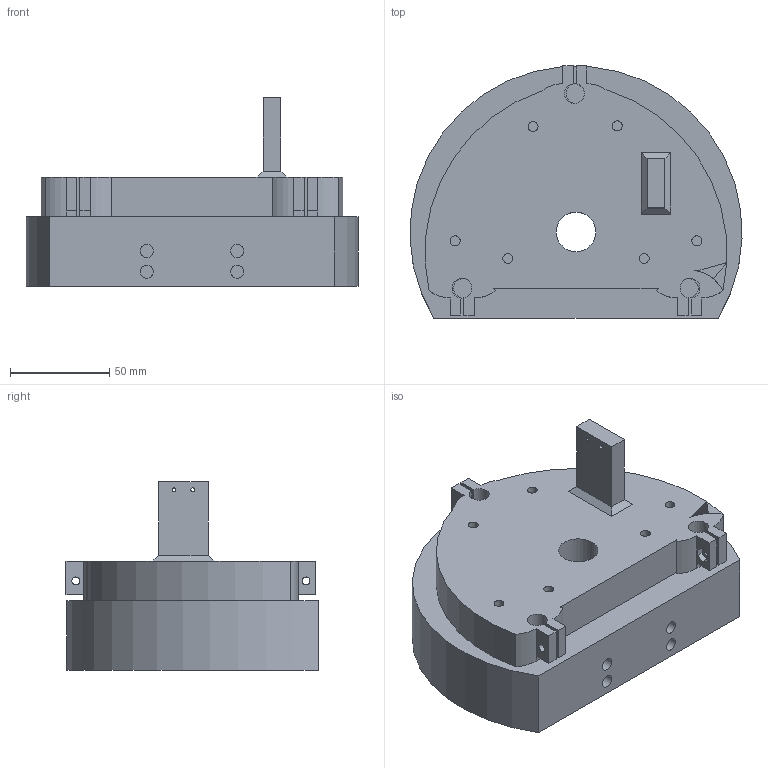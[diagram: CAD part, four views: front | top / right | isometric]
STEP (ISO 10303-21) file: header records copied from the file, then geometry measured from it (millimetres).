
FILE_DESCRIPTION(/* description */ (''),/* implementation_level */ '2;1');
FILE_NAME(/* name */ 'z_axis_top.step',/* time_stamp */ '2021-11-02T20:38:52-04:00',/* author */ (''),/* organization */ (''),/* preprocessor_version */ 'ST-DEVELOPER v18.1',/* originating_system */ 'Autodesk Translation Framework v10.10.0.1391',/* authorisation */ '');
FILE_SCHEMA (('AUTOMOTIVE_DESIGN { 1 0 10303 214 3 1 1 }'));
Length unit declared in the file: millimetre
Products named in the file (2): Z Axis Top; Cover Cap
Assembly tree (1 placements, depth 2):
  Z Axis Top
    Cover Cap
Bounding box: 167.39 x 127.14 x 95 mm (x, y, z)
Volume: 812809.3 mm3; surface area: 106012.3 mm2
Topology: 2 solids, 2 shells, 130 faces, 329 edges, 217 vertices
Faces by surface type: plane 89, cylinder 41
Full cylindrical faces by diameter (mm): 2 x2, 4 x6, 5 x6, 6.5 x4, 9.75 x1, 10 x2, 20 x2
Entity records: 4007 total; most frequent: CARTESIAN_POINT 679, DIRECTION 677, ORIENTED_EDGE 658, EDGE_CURVE 329, LINE 247, VECTOR 247, VERTEX_POINT 217, AXIS2_PLACEMENT_3D 215
